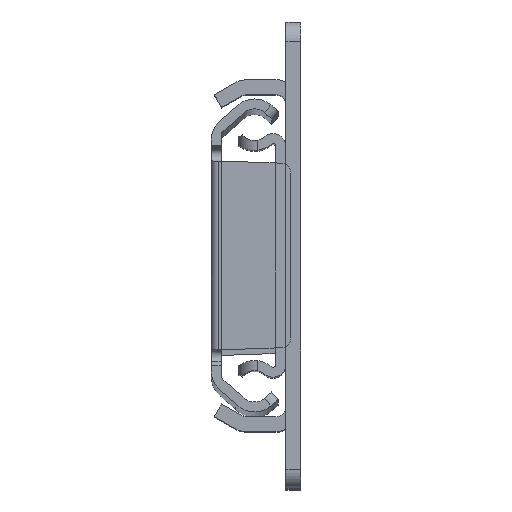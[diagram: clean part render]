
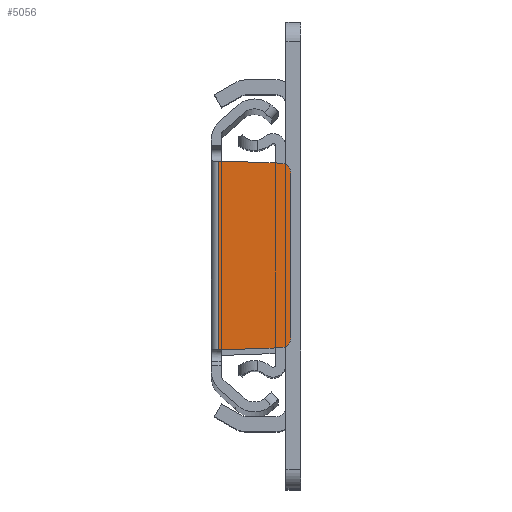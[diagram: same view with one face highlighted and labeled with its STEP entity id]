
A CAD part, top view. The second image highlights one B-rep face of the part: STEP entity #5056.
In plain terms, the highlighted planar face has unit normal (0, 0, 1).
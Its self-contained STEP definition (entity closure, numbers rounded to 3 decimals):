
#10 = CARTESIAN_POINT ( 'NONE',  ( 14., -16.579, 0. ) ) ;
#49 = EDGE_CURVE ( 'NONE', #2240, #1571, #2507, .T. ) ;
#111 = LINE ( 'NONE', #2605, #5301 ) ;
#146 = VERTEX_POINT ( 'NONE', #10 ) ;
#208 = VECTOR ( 'NONE', #875, 1000. ) ;
#308 = CIRCLE ( 'NONE', #1769, 2. ) ;
#359 = CARTESIAN_POINT ( 'NONE',  ( -0.5, 26.325, 0. ) ) ;
#449 = DIRECTION ( 'NONE',  ( 0., -1., 0. ) ) ;
#473 = EDGE_CURVE ( 'NONE', #146, #2240, #1236, .T. ) ;
#592 = CARTESIAN_POINT ( 'NONE',  ( 12., 16.579, 0. ) ) ;
#594 = VERTEX_POINT ( 'NONE', #3530 ) ;
#619 = EDGE_CURVE ( 'NONE', #594, #3400, #5310, .T. ) ;
#875 = DIRECTION ( 'NONE',  ( 0.999, 0.035, 0. ) ) ;
#876 = DIRECTION ( 'NONE',  ( -0.999, 0.035, 0. ) ) ;
#890 = ORIENTED_EDGE ( 'NONE', *, *, #3399, .T. ) ;
#1080 = CARTESIAN_POINT ( 'NONE',  ( -0.5, -19., 0. ) ) ;
#1124 = AXIS2_PLACEMENT_3D ( 'NONE', #5003, #2046, #2551 ) ;
#1133 = VERTEX_POINT ( 'NONE', #3626 ) ;
#1147 = VECTOR ( 'NONE', #2167, 1000. ) ;
#1236 = LINE ( 'NONE', #4692, #1147 ) ;
#1428 = CARTESIAN_POINT ( 'NONE',  ( 0., 19., 0. ) ) ;
#1571 = VERTEX_POINT ( 'NONE', #6037 ) ;
#1626 = VERTEX_POINT ( 'NONE', #1080 ) ;
#1641 = CARTESIAN_POINT ( 'NONE',  ( 12.07, -18.578, 0. ) ) ;
#1730 = CARTESIAN_POINT ( 'NONE',  ( 12., -16.579, 0. ) ) ;
#1769 = AXIS2_PLACEMENT_3D ( 'NONE', #1730, #3216, #4688 ) ;
#1789 = EDGE_CURVE ( 'NONE', #1571, #1133, #6332, .T. ) ;
#1796 = EDGE_CURVE ( 'NONE', #4242, #1133, #4885, .T. ) ;
#1827 = EDGE_CURVE ( 'NONE', #4242, #1626, #3843, .T. ) ;
#2046 = DIRECTION ( 'NONE',  ( 0., 0., 1. ) ) ;
#2076 = EDGE_LOOP ( 'NONE', ( #2460, #5925, #890, #3458, #5616, #4927, #5626, #4575 ) ) ;
#2167 = DIRECTION ( 'NONE',  ( 0., 1., 0. ) ) ;
#2240 = VERTEX_POINT ( 'NONE', #2834 ) ;
#2460 = ORIENTED_EDGE ( 'NONE', *, *, #1796, .F. ) ;
#2507 = CIRCLE ( 'NONE', #4082, 2. ) ;
#2551 = DIRECTION ( 'NONE',  ( 1., 0., 0. ) ) ;
#2605 = CARTESIAN_POINT ( 'NONE',  ( -2., -19., 0. ) ) ;
#2670 = EDGE_CURVE ( 'NONE', #3400, #146, #308, .T. ) ;
#2830 = CARTESIAN_POINT ( 'NONE',  ( 0., -19., 0. ) ) ;
#2834 = CARTESIAN_POINT ( 'NONE',  ( 14., 16.579, 0. ) ) ;
#2941 = CARTESIAN_POINT ( 'NONE',  ( -0.5, 19., 0. ) ) ;
#3008 = FACE_OUTER_BOUND ( 'NONE', #2076, .T. ) ;
#3132 = DIRECTION ( 'NONE',  ( 1., 0., 0. ) ) ;
#3216 = DIRECTION ( 'NONE',  ( 0., 0., 1. ) ) ;
#3399 = EDGE_CURVE ( 'NONE', #1626, #594, #111, .T. ) ;
#3400 = VERTEX_POINT ( 'NONE', #1641 ) ;
#3446 = CARTESIAN_POINT ( 'NONE',  ( -2., 19., 0. ) ) ;
#3458 = ORIENTED_EDGE ( 'NONE', *, *, #619, .T. ) ;
#3469 = PLANE ( 'NONE',  #1124 ) ;
#3530 = CARTESIAN_POINT ( 'NONE',  ( 0., -19., 0. ) ) ;
#3589 = DIRECTION ( 'NONE',  ( 1., 0., 0. ) ) ;
#3626 = CARTESIAN_POINT ( 'NONE',  ( 0., 19., 0. ) ) ;
#3843 = LINE ( 'NONE', #359, #4209 ) ;
#3993 = VECTOR ( 'NONE', #5964, 1000. ) ;
#4082 = AXIS2_PLACEMENT_3D ( 'NONE', #592, #6079, #3589 ) ;
#4209 = VECTOR ( 'NONE', #449, 1000. ) ;
#4242 = VERTEX_POINT ( 'NONE', #2941 ) ;
#4575 = ORIENTED_EDGE ( 'NONE', *, *, #1789, .T. ) ;
#4688 = DIRECTION ( 'NONE',  ( 1., 0., 0. ) ) ;
#4692 = CARTESIAN_POINT ( 'NONE',  ( 14., 18.51, 0. ) ) ;
#4885 = LINE ( 'NONE', #3446, #3993 ) ;
#4927 = ORIENTED_EDGE ( 'NONE', *, *, #473, .T. ) ;
#5003 = CARTESIAN_POINT ( 'NONE',  ( 6.7, 26.325, 0. ) ) ;
#5056 = ADVANCED_FACE ( 'NONE', ( #3008 ), #3469, .T. ) ;
#5301 = VECTOR ( 'NONE', #3132, 1000. ) ;
#5310 = LINE ( 'NONE', #2830, #208 ) ;
#5616 = ORIENTED_EDGE ( 'NONE', *, *, #2670, .T. ) ;
#5626 = ORIENTED_EDGE ( 'NONE', *, *, #49, .T. ) ;
#5925 = ORIENTED_EDGE ( 'NONE', *, *, #1827, .T. ) ;
#5964 = DIRECTION ( 'NONE',  ( 1., 0., 0. ) ) ;
#6037 = CARTESIAN_POINT ( 'NONE',  ( 12.07, 18.578, 0. ) ) ;
#6079 = DIRECTION ( 'NONE',  ( 0., 0., 1. ) ) ;
#6090 = VECTOR ( 'NONE', #876, 1000. ) ;
#6332 = LINE ( 'NONE', #1428, #6090 ) ;
